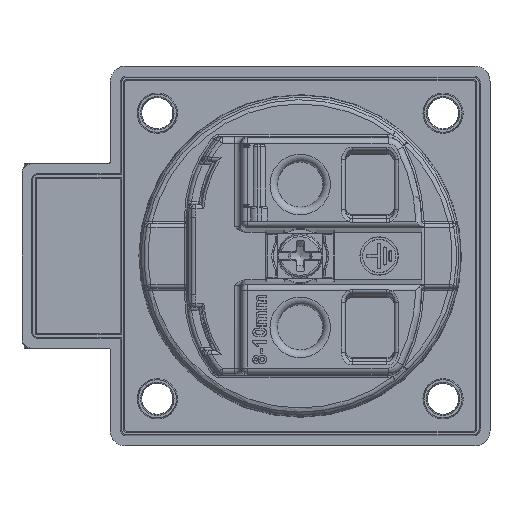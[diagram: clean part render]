
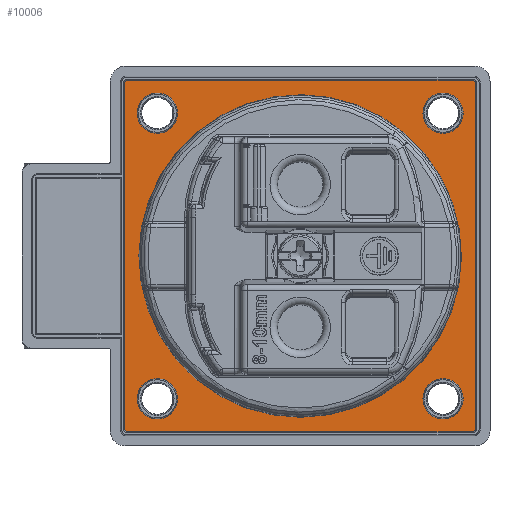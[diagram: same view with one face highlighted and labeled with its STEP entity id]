
A CAD part, left-side view. The second image highlights one B-rep face of the part: STEP entity #10006.
In plain terms, the highlighted planar face has unit normal (-1, 0, 0).
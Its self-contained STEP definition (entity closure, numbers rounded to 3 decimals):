
#286 = EDGE_LOOP ( 'NONE', ( #40262 ) ) ;
#1197 = AXIS2_PLACEMENT_3D ( 'NONE', #27973, #41037, #11206 ) ;
#1349 = FACE_BOUND ( 'NONE', #14162, .T. ) ;
#1566 = FACE_BOUND ( 'NONE', #286, .T. ) ;
#2166 = CARTESIAN_POINT ( 'NONE',  ( -12.25, 16.326, -19. ) ) ;
#2223 = ORIENTED_EDGE ( 'NONE', *, *, #10747, .T. ) ;
#2317 = CARTESIAN_POINT ( 'NONE',  ( -12.25, 19., 19. ) ) ;
#2379 = LINE ( 'NONE', #5587, #41336 ) ;
#2536 = CIRCLE ( 'NONE', #21005, 0.359 ) ;
#2809 = LINE ( 'NONE', #41844, #29592 ) ;
#3221 = CARTESIAN_POINT ( 'NONE',  ( -12.25, 0., -21.455 ) ) ;
#3250 = EDGE_LOOP ( 'NONE', ( #5826 ) ) ;
#3311 = ORIENTED_EDGE ( 'NONE', *, *, #4751, .T. ) ;
#4053 = EDGE_CURVE ( 'NONE', #37544, #17974, #42104, .T. ) ;
#4148 = FACE_BOUND ( 'NONE', #12982, .T. ) ;
#4243 = ORIENTED_EDGE ( 'NONE', *, *, #30037, .F. ) ;
#4464 = CIRCLE ( 'NONE', #37373, 2.674 ) ;
#4751 = EDGE_CURVE ( 'NONE', #30922, #30922, #4464, .T. ) ;
#5254 = DIRECTION ( 'NONE',  ( 1., 0., 0. ) ) ;
#5470 = LINE ( 'NONE', #28430, #6649 ) ;
#5587 = CARTESIAN_POINT ( 'NONE',  ( -12.25, -23., 23.359 ) ) ;
#5826 = ORIENTED_EDGE ( 'NONE', *, *, #32755, .T. ) ;
#6649 = VECTOR ( 'NONE', #14916, 1000. ) ;
#6823 = VERTEX_POINT ( 'NONE', #36818 ) ;
#6969 = AXIS2_PLACEMENT_3D ( 'NONE', #2317, #35146, #41354 ) ;
#8379 = DIRECTION ( 'NONE',  ( 0., 1., 0. ) ) ;
#9003 = CARTESIAN_POINT ( 'NONE',  ( -12.25, -19., -19. ) ) ;
#9309 = DIRECTION ( 'NONE',  ( -1., 0., 0. ) ) ;
#9913 = AXIS2_PLACEMENT_3D ( 'NONE', #42119, #9309, #25829 ) ;
#10006 = ADVANCED_FACE ( 'NONE', ( #34202, #30970, #1349, #1566, #4148, #27325 ), #17228, .F. ) ;
#10180 = DIRECTION ( 'NONE',  ( -1., 0., 0. ) ) ;
#10747 = EDGE_CURVE ( 'NONE', #31181, #14244, #2536, .T. ) ;
#10952 = EDGE_CURVE ( 'NONE', #37544, #11587, #5470, .T. ) ;
#10985 = CARTESIAN_POINT ( 'NONE',  ( -12.25, 23., -23.359 ) ) ;
#11206 = DIRECTION ( 'NONE',  ( 0., 1., 0. ) ) ;
#11563 = DIRECTION ( 'NONE',  ( -1., 0., 0. ) ) ;
#11587 = VERTEX_POINT ( 'NONE', #17756 ) ;
#11741 = CARTESIAN_POINT ( 'NONE',  ( -12.25, -23., 23. ) ) ;
#11749 = ORIENTED_EDGE ( 'NONE', *, *, #17179, .F. ) ;
#11967 = DIRECTION ( 'NONE',  ( -1., 0., 0. ) ) ;
#12648 = DIRECTION ( 'NONE',  ( 0., -1., 0. ) ) ;
#12982 = EDGE_LOOP ( 'NONE', ( #3311 ) ) ;
#13065 = CARTESIAN_POINT ( 'NONE',  ( -12.25, -21.674, 19. ) ) ;
#13141 = CIRCLE ( 'NONE', #6969, 2.674 ) ;
#14162 = EDGE_LOOP ( 'NONE', ( #27797 ) ) ;
#14244 = VERTEX_POINT ( 'NONE', #16318 ) ;
#14487 = DIRECTION ( 'NONE',  ( 0., 0., -1. ) ) ;
#14543 = ORIENTED_EDGE ( 'NONE', *, *, #27418, .T. ) ;
#14916 = DIRECTION ( 'NONE',  ( 0., 0., 1. ) ) ;
#15015 = DIRECTION ( 'NONE',  ( 0., -1., 0. ) ) ;
#15249 = VERTEX_POINT ( 'NONE', #38422 ) ;
#15458 = DIRECTION ( 'NONE',  ( 0., 1., 0. ) ) ;
#16318 = CARTESIAN_POINT ( 'NONE',  ( -12.25, -23., 23.359 ) ) ;
#16510 = CARTESIAN_POINT ( 'NONE',  ( -12.25, -23.359, -23. ) ) ;
#16930 = ORIENTED_EDGE ( 'NONE', *, *, #4053, .T. ) ;
#17179 = EDGE_CURVE ( 'NONE', #28044, #17974, #2809, .T. ) ;
#17228 = PLANE ( 'NONE',  #1197 ) ;
#17229 = EDGE_LOOP ( 'NONE', ( #33190 ) ) ;
#17378 = EDGE_CURVE ( 'NONE', #15249, #15249, #13141, .T. ) ;
#17622 = CARTESIAN_POINT ( 'NONE',  ( -12.25, -23., -23.359 ) ) ;
#17756 = CARTESIAN_POINT ( 'NONE',  ( -12.25, 23.359, 23. ) ) ;
#17842 = CARTESIAN_POINT ( 'NONE',  ( -12.25, 0., 0. ) ) ;
#17974 = VERTEX_POINT ( 'NONE', #10985 ) ;
#18479 = AXIS2_PLACEMENT_3D ( 'NONE', #42414, #19255, #19892 ) ;
#18896 = VERTEX_POINT ( 'NONE', #3221 ) ;
#19199 = ORIENTED_EDGE ( 'NONE', *, *, #19237, .T. ) ;
#19237 = EDGE_CURVE ( 'NONE', #28044, #38152, #37889, .T. ) ;
#19255 = DIRECTION ( 'NONE',  ( 1., 0., 0. ) ) ;
#19379 = AXIS2_PLACEMENT_3D ( 'NONE', #35405, #11563, #15015 ) ;
#19892 = DIRECTION ( 'NONE',  ( 0., -1., 0. ) ) ;
#21005 = AXIS2_PLACEMENT_3D ( 'NONE', #11741, #11967, #31521 ) ;
#21430 = EDGE_CURVE ( 'NONE', #14244, #6823, #2379, .T. ) ;
#21446 = EDGE_CURVE ( 'NONE', #24485, #24485, #26240, .T. ) ;
#23122 = CARTESIAN_POINT ( 'NONE',  ( -12.25, -23.359, 23. ) ) ;
#23947 = LINE ( 'NONE', #30389, #30706 ) ;
#24485 = VERTEX_POINT ( 'NONE', #25349 ) ;
#25349 = CARTESIAN_POINT ( 'NONE',  ( -12.25, -21.674, -19. ) ) ;
#25829 = DIRECTION ( 'NONE',  ( 0., -1., 0. ) ) ;
#26240 = CIRCLE ( 'NONE', #27623, 2.674 ) ;
#26390 = VERTEX_POINT ( 'NONE', #13065 ) ;
#26912 = EDGE_LOOP ( 'NONE', ( #16930, #11749, #19199, #4243, #2223, #32387, #14543, #39660 ) ) ;
#27325 = FACE_BOUND ( 'NONE', #17229, .T. ) ;
#27418 = EDGE_CURVE ( 'NONE', #6823, #11587, #29953, .T. ) ;
#27623 = AXIS2_PLACEMENT_3D ( 'NONE', #9003, #42251, #12648 ) ;
#27797 = ORIENTED_EDGE ( 'NONE', *, *, #21446, .T. ) ;
#27973 = CARTESIAN_POINT ( 'NONE',  ( -12.25, 0., 0. ) ) ;
#28044 = VERTEX_POINT ( 'NONE', #17622 ) ;
#28430 = CARTESIAN_POINT ( 'NONE',  ( -12.25, 23.359, 23. ) ) ;
#29054 = CIRCLE ( 'NONE', #32499, 21.455 ) ;
#29592 = VECTOR ( 'NONE', #8379, 1000. ) ;
#29679 = CARTESIAN_POINT ( 'NONE',  ( -12.25, 23.359, -23. ) ) ;
#29953 = CIRCLE ( 'NONE', #38186, 0.359 ) ;
#30037 = EDGE_CURVE ( 'NONE', #31181, #38152, #23947, .T. ) ;
#30143 = DIRECTION ( 'NONE',  ( 0., -1., 0. ) ) ;
#30389 = CARTESIAN_POINT ( 'NONE',  ( -12.25, -23.359, 23. ) ) ;
#30527 = DIRECTION ( 'NONE',  ( 0., 0., -1. ) ) ;
#30706 = VECTOR ( 'NONE', #14487, 1000. ) ;
#30922 = VERTEX_POINT ( 'NONE', #2166 ) ;
#30946 = DIRECTION ( 'NONE',  ( -1., 0., 0. ) ) ;
#30970 = FACE_BOUND ( 'NONE', #3250, .T. ) ;
#31181 = VERTEX_POINT ( 'NONE', #23122 ) ;
#31521 = DIRECTION ( 'NONE',  ( 0., -1., 0. ) ) ;
#32387 = ORIENTED_EDGE ( 'NONE', *, *, #21430, .T. ) ;
#32499 = AXIS2_PLACEMENT_3D ( 'NONE', #17842, #30946, #30527 ) ;
#32755 = EDGE_CURVE ( 'NONE', #26390, #26390, #41786, .T. ) ;
#33190 = ORIENTED_EDGE ( 'NONE', *, *, #38957, .F. ) ;
#33582 = CARTESIAN_POINT ( 'NONE',  ( -12.25, 23., 23. ) ) ;
#34202 = FACE_OUTER_BOUND ( 'NONE', #26912, .T. ) ;
#35146 = DIRECTION ( 'NONE',  ( 1., 0., 0. ) ) ;
#35405 = CARTESIAN_POINT ( 'NONE',  ( -12.25, -23., -23. ) ) ;
#36818 = CARTESIAN_POINT ( 'NONE',  ( -12.25, 23., 23.359 ) ) ;
#37373 = AXIS2_PLACEMENT_3D ( 'NONE', #38290, #5254, #41278 ) ;
#37544 = VERTEX_POINT ( 'NONE', #29679 ) ;
#37889 = CIRCLE ( 'NONE', #19379, 0.359 ) ;
#38152 = VERTEX_POINT ( 'NONE', #16510 ) ;
#38186 = AXIS2_PLACEMENT_3D ( 'NONE', #33582, #10180, #30143 ) ;
#38290 = CARTESIAN_POINT ( 'NONE',  ( -12.25, 19., -19. ) ) ;
#38422 = CARTESIAN_POINT ( 'NONE',  ( -12.25, 16.326, 19. ) ) ;
#38957 = EDGE_CURVE ( 'NONE', #18896, #18896, #29054, .T. ) ;
#39660 = ORIENTED_EDGE ( 'NONE', *, *, #10952, .F. ) ;
#40262 = ORIENTED_EDGE ( 'NONE', *, *, #17378, .T. ) ;
#41037 = DIRECTION ( 'NONE',  ( 1., 0., 0. ) ) ;
#41278 = DIRECTION ( 'NONE',  ( 0., -1., 0. ) ) ;
#41336 = VECTOR ( 'NONE', #15458, 1000. ) ;
#41354 = DIRECTION ( 'NONE',  ( 0., -1., 0. ) ) ;
#41786 = CIRCLE ( 'NONE', #18479, 2.674 ) ;
#41844 = CARTESIAN_POINT ( 'NONE',  ( -12.25, -23., -23.359 ) ) ;
#42104 = CIRCLE ( 'NONE', #9913, 0.359 ) ;
#42119 = CARTESIAN_POINT ( 'NONE',  ( -12.25, 23., -23. ) ) ;
#42251 = DIRECTION ( 'NONE',  ( 1., 0., 0. ) ) ;
#42414 = CARTESIAN_POINT ( 'NONE',  ( -12.25, -19., 19. ) ) ;
